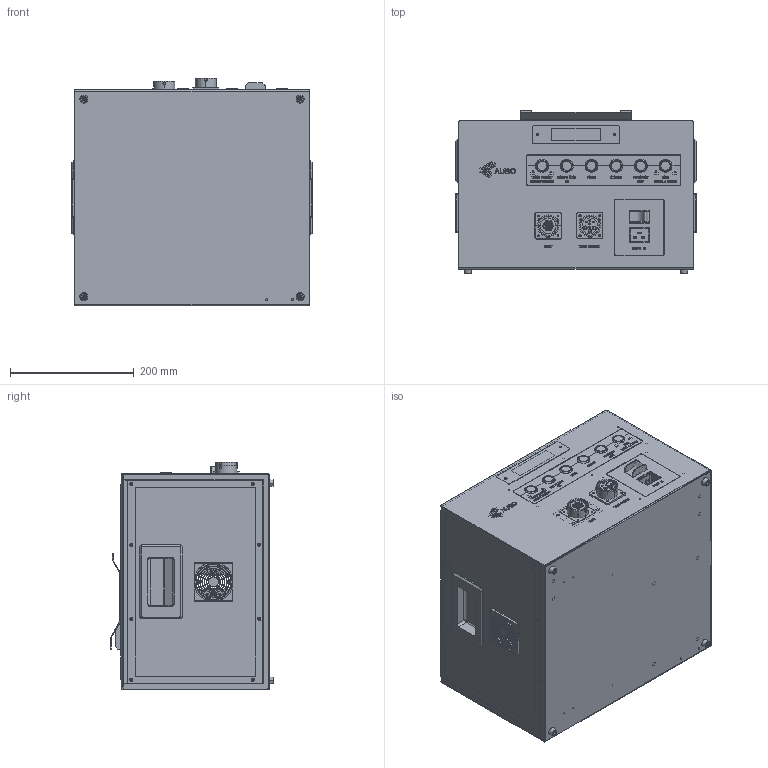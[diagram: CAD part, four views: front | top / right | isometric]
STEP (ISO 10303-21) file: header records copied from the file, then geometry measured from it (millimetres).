
FILE_DESCRIPTION (( 'STEP AP214' ), '1' );
FILE_NAME ('Improved Control Box.STEP', '2021-04-16T07:21:21', ( '' ), ( '' ), 'SwSTEP 2.0', 'SolidWorks 2020', '' );
FILE_SCHEMA (( 'AUTOMOTIVE_DESIGN' ));
Length unit declared in the file: millimetre
Products named in the file (1): Improved Control Box
Bounding box: 390 x 264.5 x 369 mm (x, y, z)
Surface area: 1375722.4 mm2 (no closed solid volume)
Topology: 0 solids, 219 shells, 1481 faces, 8290 edges, 6816 vertices
Faces by surface type: plane 940, cylinder 449, cone 72, bspline 19, torus 1
Entity records: 106667 total; most frequent: CARTESIAN_POINT 27046, DIRECTION 12666, ORIENTED_EDGE 11076, EDGE_CURVE 8282, VERTEX_POINT 6816, VECTOR 5308, LINE 5308, AXIS2_PLACEMENT_3D 3679
